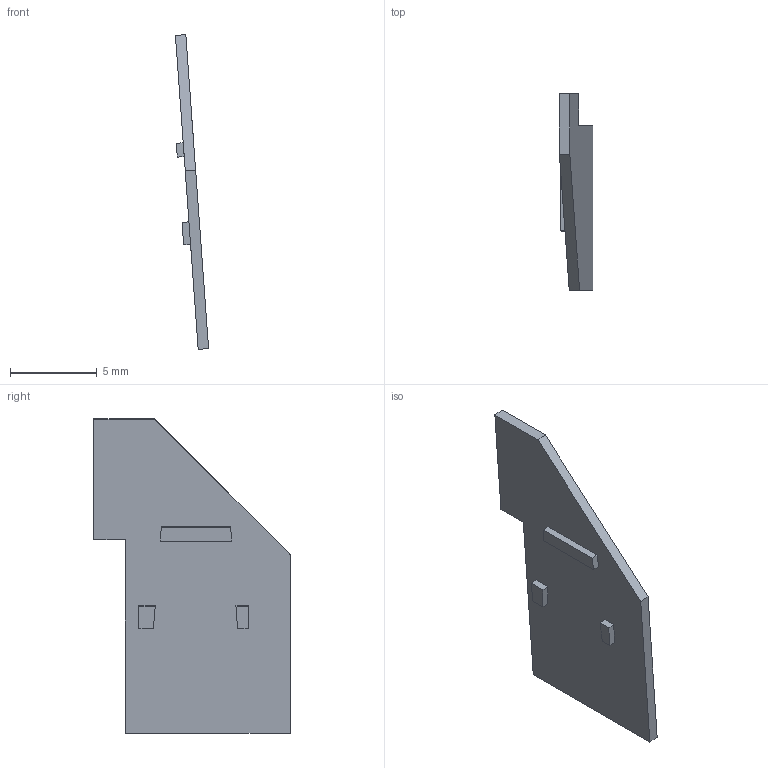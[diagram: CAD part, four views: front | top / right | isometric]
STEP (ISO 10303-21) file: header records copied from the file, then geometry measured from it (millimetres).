
FILE_DESCRIPTION(('FreeCAD Model'),'2;1');
FILE_NAME('Open CASCADE Shape Model','2025-07-22T18:25:06',(''),(''), 'Open CASCADE STEP processor 7.8','FreeCAD','Unknown');
FILE_SCHEMA(('AUTOMOTIVE_DESIGN { 1 0 10303 214 1 1 1 1 }'));
Length unit declared in the file: millimetre
Products named in the file (1): StemCover
Bounding box: 1.91 x 11.32 x 18.13 mm (x, y, z)
Volume: 94.7 mm3; surface area: 348.4 mm2
Topology: 1 solids, 1 shells, 24 faces, 57 edges, 38 vertices
Faces by surface type: plane 24
Entity records: 703 total; most frequent: CARTESIAN_POINT 120, ORIENTED_EDGE 114, DIRECTION 107, EDGE_CURVE 57, LINE 57, VECTOR 57, VERTEX_POINT 38, FACE_BOUND 27
